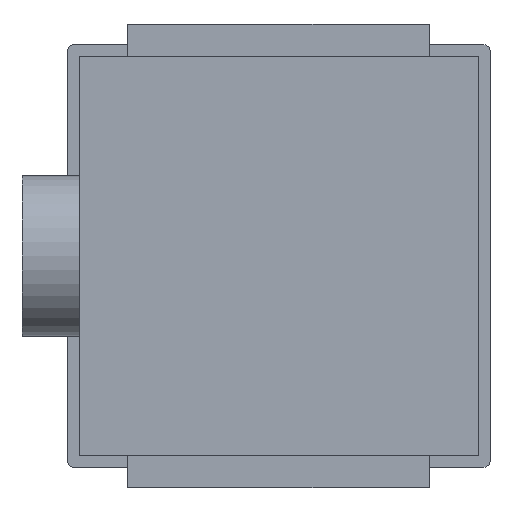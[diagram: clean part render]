
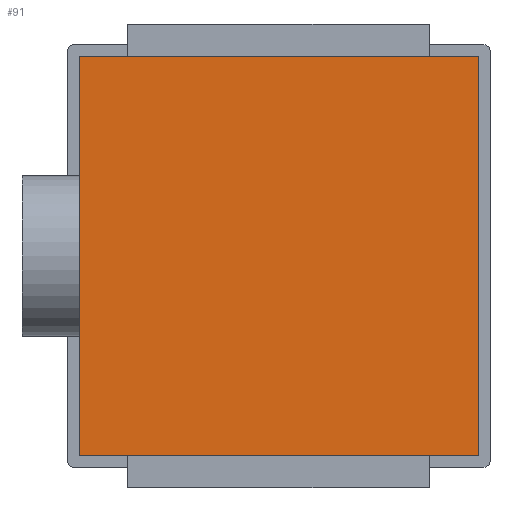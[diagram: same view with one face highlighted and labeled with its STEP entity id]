
A CAD part, front view. The second image highlights one B-rep face of the part: STEP entity #91.
In plain terms, the highlighted planar face has unit normal (0, -1, 0).
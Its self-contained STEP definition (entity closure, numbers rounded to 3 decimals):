
#14 = DIRECTION ( 'NONE',  ( 0., 0., 1. ) ) ;
#46 = LINE ( 'NONE', #478, #878 ) ;
#70 = DIRECTION ( 'NONE',  ( -1., 0., 0. ) ) ;
#71 = CARTESIAN_POINT ( 'NONE',  ( -99.2, 0., -99.2 ) ) ;
#91 = ADVANCED_FACE ( 'NONE', ( #280 ), #358, .T. ) ;
#94 = ORIENTED_EDGE ( 'NONE', *, *, #500, .F. ) ;
#127 = ORIENTED_EDGE ( 'NONE', *, *, #525, .F. ) ;
#163 = VECTOR ( 'NONE', #616, 1000. ) ;
#173 = ORIENTED_EDGE ( 'NONE', *, *, #783, .F. ) ;
#174 = VERTEX_POINT ( 'NONE', #663 ) ;
#176 = CARTESIAN_POINT ( 'NONE',  ( 99.2, 0., 99.2 ) ) ;
#178 = VECTOR ( 'NONE', #70, 1000. ) ;
#180 = CARTESIAN_POINT ( 'NONE',  ( -99.2, 0., -99.2 ) ) ;
#184 = VECTOR ( 'NONE', #597, 1000. ) ;
#208 = EDGE_CURVE ( 'NONE', #319, #338, #238, .T. ) ;
#232 = DIRECTION ( 'NONE',  ( 0., 0., -1. ) ) ;
#238 = LINE ( 'NONE', #71, #178 ) ;
#266 = AXIS2_PLACEMENT_3D ( 'NONE', #821, #446, #232 ) ;
#280 = FACE_OUTER_BOUND ( 'NONE', #646, .T. ) ;
#319 = VERTEX_POINT ( 'NONE', #550 ) ;
#320 = LINE ( 'NONE', #176, #184 ) ;
#338 = VERTEX_POINT ( 'NONE', #180 ) ;
#358 = PLANE ( 'NONE',  #266 ) ;
#364 = CARTESIAN_POINT ( 'NONE',  ( -99.2, 0., 99.2 ) ) ;
#446 = DIRECTION ( 'NONE',  ( 0., -1., 0. ) ) ;
#478 = CARTESIAN_POINT ( 'NONE',  ( -99.2, 0., 99.2 ) ) ;
#500 = EDGE_CURVE ( 'NONE', #338, #818, #46, .T. ) ;
#505 = CARTESIAN_POINT ( 'NONE',  ( -99.2, 0., 99.2 ) ) ;
#525 = EDGE_CURVE ( 'NONE', #174, #319, #320, .T. ) ;
#550 = CARTESIAN_POINT ( 'NONE',  ( 99.2, 0., -99.2 ) ) ;
#597 = DIRECTION ( 'NONE',  ( 0., 0., -1. ) ) ;
#616 = DIRECTION ( 'NONE',  ( 1., 0., 0. ) ) ;
#646 = EDGE_LOOP ( 'NONE', ( #94, #879, #127, #173 ) ) ;
#663 = CARTESIAN_POINT ( 'NONE',  ( 99.2, 0., 99.2 ) ) ;
#783 = EDGE_CURVE ( 'NONE', #818, #174, #866, .T. ) ;
#818 = VERTEX_POINT ( 'NONE', #505 ) ;
#821 = CARTESIAN_POINT ( 'NONE',  ( 0., 0., 0. ) ) ;
#866 = LINE ( 'NONE', #364, #163 ) ;
#878 = VECTOR ( 'NONE', #14, 1000. ) ;
#879 = ORIENTED_EDGE ( 'NONE', *, *, #208, .F. ) ;
